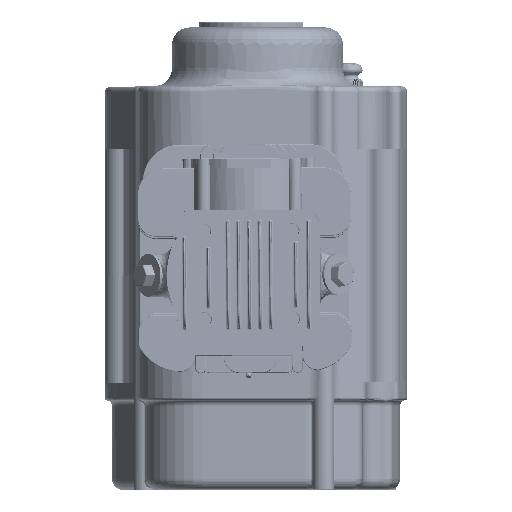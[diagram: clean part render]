
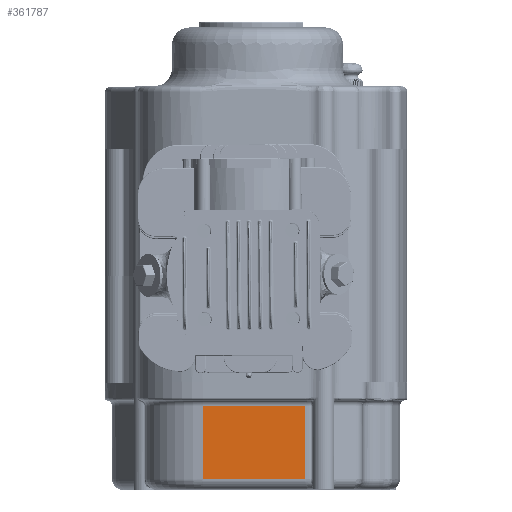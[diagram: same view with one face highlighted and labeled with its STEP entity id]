
A CAD part, top view. The second image highlights one B-rep face of the part: STEP entity #361787.
In plain terms, the highlighted planar face has unit normal (-0.008, 0, 1).
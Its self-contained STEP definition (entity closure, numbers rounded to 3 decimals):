
#361787 = ADVANCED_FACE('',(#361788),#361822,.F.);
#361788 = FACE_BOUND('',#361789,.T.);
#361789 = EDGE_LOOP('',(#361790,#361800,#361808,#361816));
#361790 = ORIENTED_EDGE('',*,*,#361791,.T.);
#361791 = EDGE_CURVE('',#361792,#361794,#361796,.T.);
#361792 = VERTEX_POINT('',#361793);
#361793 = CARTESIAN_POINT('',(31.402,1133.225,
    -1377.662));
#361794 = VERTEX_POINT('',#361795);
#361795 = CARTESIAN_POINT('',(31.402,1174.225,
    -1377.662));
#361796 = LINE('',#361797,#361798);
#361797 = CARTESIAN_POINT('',(31.402,1127.225,
    -1377.662));
#361798 = VECTOR('',#361799,1.);
#361799 = DIRECTION('',(-0.,1.,0.));
#361800 = ORIENTED_EDGE('',*,*,#361801,.T.);
#361801 = EDGE_CURVE('',#361794,#361802,#361804,.T.);
#361802 = VERTEX_POINT('',#361803);
#361803 = CARTESIAN_POINT('',(-26.156,1174.225,
    -1378.097));
#361804 = LINE('',#361805,#361806);
#361805 = CARTESIAN_POINT('',(-26.156,1174.225,
    -1378.097));
#361806 = VECTOR('',#361807,1.);
#361807 = DIRECTION('',(-1.,0.,-0.008));
#361808 = ORIENTED_EDGE('',*,*,#361809,.F.);
#361809 = EDGE_CURVE('',#361810,#361802,#361812,.T.);
#361810 = VERTEX_POINT('',#361811);
#361811 = CARTESIAN_POINT('',(-26.156,1133.225,
    -1378.097));
#361812 = LINE('',#361813,#361814);
#361813 = CARTESIAN_POINT('',(-26.156,1127.225,
    -1378.097));
#361814 = VECTOR('',#361815,1.);
#361815 = DIRECTION('',(-0.,1.,0.));
#361816 = ORIENTED_EDGE('',*,*,#361817,.T.);
#361817 = EDGE_CURVE('',#361810,#361792,#361818,.T.);
#361818 = LINE('',#361819,#361820);
#361819 = CARTESIAN_POINT('',(31.402,1133.225,
    -1377.662));
#361820 = VECTOR('',#361821,1.);
#361821 = DIRECTION('',(1.,0.,0.008));
#361822 = PLANE('',#361823);
#361823 = AXIS2_PLACEMENT_3D('',#361824,#361825,#361826);
#361824 = CARTESIAN_POINT('',(31.402,1127.225,
    -1377.662));
#361825 = DIRECTION('',(0.008,0.,-1.));
#361826 = DIRECTION('',(0.,-1.,0.));
